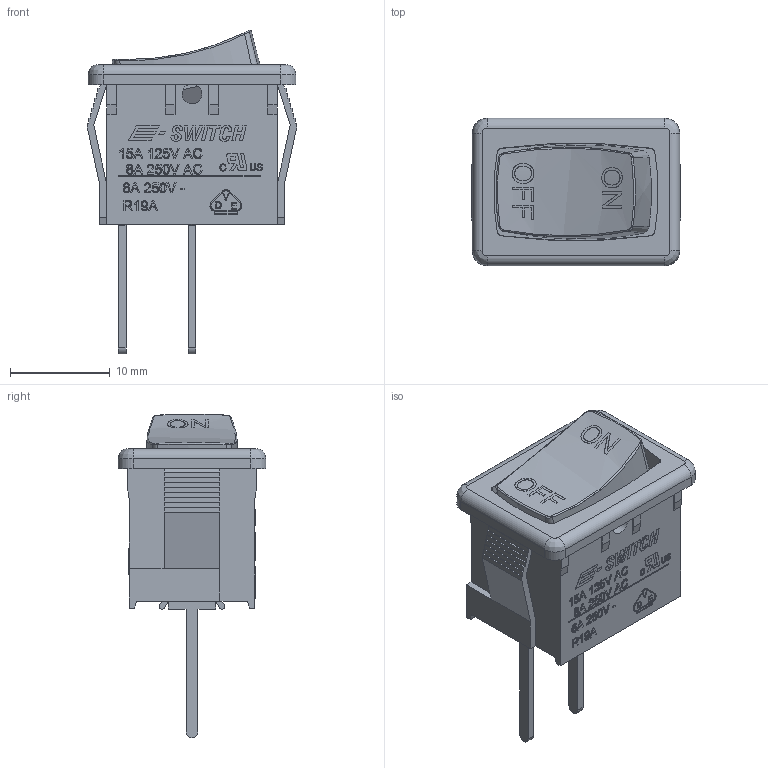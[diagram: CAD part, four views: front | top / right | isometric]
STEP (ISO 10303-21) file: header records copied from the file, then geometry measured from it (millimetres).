
FILE_DESCRIPTION((' '),'2;1');
FILE_NAME('R1966AxxxxxxIP.stp','2017-07-31T09:01:39',(' '),(' '),' ','ACIS',' ');
FILE_SCHEMA(('CONFIG_CONTROL_DESIGN'));
Length unit declared in the file: inch
Products named in the file (1): R1966AxxxxxxIP.stp
Bounding box: 20.94 x 14.8 x 32.46 mm (x, y, z)
Volume: 1765.3 mm3; surface area: 3457.4 mm2
Topology: 1 solids, 1 shells, 937 faces, 2523 edges, 1665 vertices
Faces by surface type: plane 560, bspline 313, cylinder 52, cone 12
Full cylindrical faces by diameter (mm): 2 x4
Entity records: 37461 total; most frequent: CARTESIAN_POINT 15886, ORIENTED_EDGE 5038, DIRECTION 3286, EDGE_CURVE 2519, VECTOR 1736, LINE 1736, VERTEX_POINT 1663, EDGE_LOOP 1028
